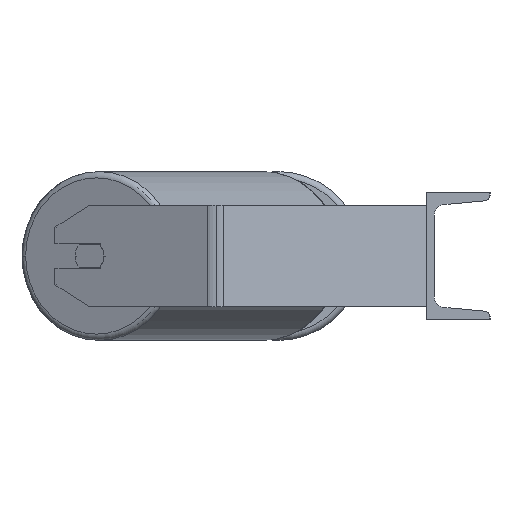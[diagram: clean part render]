
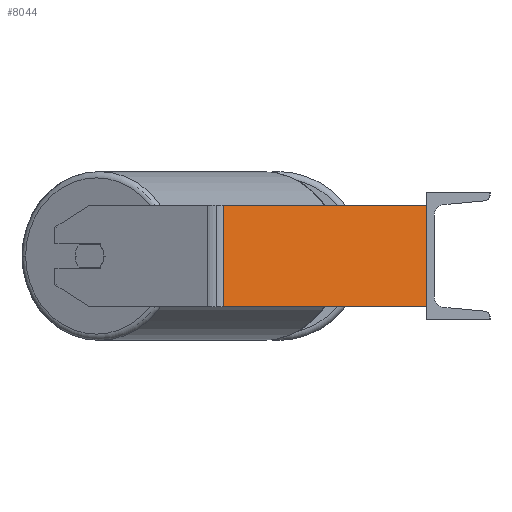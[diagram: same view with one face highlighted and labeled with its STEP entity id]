
A CAD part, left-side view. The second image highlights one B-rep face of the part: STEP entity #8044.
In plain terms, the highlighted planar face has unit normal (-0.94, -0.342, 0).
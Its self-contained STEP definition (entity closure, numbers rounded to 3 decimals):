
#248 = EDGE_CURVE ( 'NONE', #3069, #4279, #8907, .T. ) ;
#286 = CARTESIAN_POINT ( 'NONE',  ( -543.241, 160.016, -40. ) ) ;
#345 = CARTESIAN_POINT ( 'NONE',  ( -485., 0., 40. ) ) ;
#506 = VECTOR ( 'NONE', #1119, 1000. ) ;
#963 = EDGE_CURVE ( 'NONE', #3105, #3069, #5641, .T. ) ;
#1030 = CARTESIAN_POINT ( 'NONE',  ( -545.508, 166.243, 40. ) ) ;
#1119 = DIRECTION ( 'NONE',  ( 0.342, -0.94, 0. ) ) ;
#1288 = ORIENTED_EDGE ( 'NONE', *, *, #963, .F. ) ;
#1290 = EDGE_CURVE ( 'NONE', #3105, #2608, #2056, .T. ) ;
#1521 = FACE_OUTER_BOUND ( 'NONE', #7338, .T. ) ;
#1721 = LINE ( 'NONE', #6171, #506 ) ;
#2056 = LINE ( 'NONE', #4884, #7142 ) ;
#2138 = DIRECTION ( 'NONE',  ( 0.342, -0.94, 0. ) ) ;
#2608 = VERTEX_POINT ( 'NONE', #286 ) ;
#3007 = ORIENTED_EDGE ( 'NONE', *, *, #8420, .T. ) ;
#3069 = VERTEX_POINT ( 'NONE', #345 ) ;
#3105 = VERTEX_POINT ( 'NONE', #6761 ) ;
#3328 = DIRECTION ( 'NONE',  ( 0., 0., -1. ) ) ;
#3473 = CARTESIAN_POINT ( 'NONE',  ( -485., 0., 40. ) ) ;
#3488 = VECTOR ( 'NONE', #3328, 1000. ) ;
#3700 = DIRECTION ( 'NONE',  ( 0.94, 0.342, 0. ) ) ;
#3795 = VECTOR ( 'NONE', #2138, 1000. ) ;
#3840 = CARTESIAN_POINT ( 'NONE',  ( -485., 0., -40. ) ) ;
#4279 = VERTEX_POINT ( 'NONE', #3840 ) ;
#4359 = PLANE ( 'NONE',  #7257 ) ;
#4884 = CARTESIAN_POINT ( 'NONE',  ( -543.241, 160.016, 40. ) ) ;
#5065 = ORIENTED_EDGE ( 'NONE', *, *, #1290, .T. ) ;
#5172 = DIRECTION ( 'NONE',  ( 0., 0., -1. ) ) ;
#5641 = LINE ( 'NONE', #1030, #3795 ) ;
#5645 = CARTESIAN_POINT ( 'NONE',  ( -545.508, 166.243, 40. ) ) ;
#6171 = CARTESIAN_POINT ( 'NONE',  ( -545.508, 166.243, -40. ) ) ;
#6326 = DIRECTION ( 'NONE',  ( -0.342, 0.94, 0. ) ) ;
#6761 = CARTESIAN_POINT ( 'NONE',  ( -543.241, 160.016, 40. ) ) ;
#7142 = VECTOR ( 'NONE', #5172, 1000. ) ;
#7257 = AXIS2_PLACEMENT_3D ( 'NONE', #5645, #3700, #6326 ) ;
#7338 = EDGE_LOOP ( 'NONE', ( #3007, #7518, #1288, #5065 ) ) ;
#7518 = ORIENTED_EDGE ( 'NONE', *, *, #248, .F. ) ;
#8044 = ADVANCED_FACE ( 'NONE', ( #1521 ), #4359, .F. ) ;
#8420 = EDGE_CURVE ( 'NONE', #2608, #4279, #1721, .T. ) ;
#8907 = LINE ( 'NONE', #3473, #3488 ) ;
